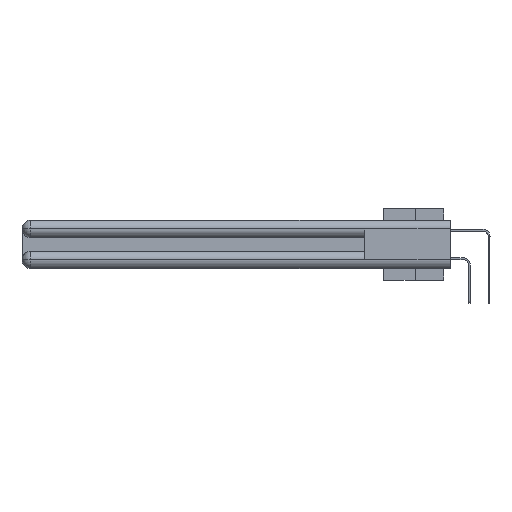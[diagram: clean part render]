
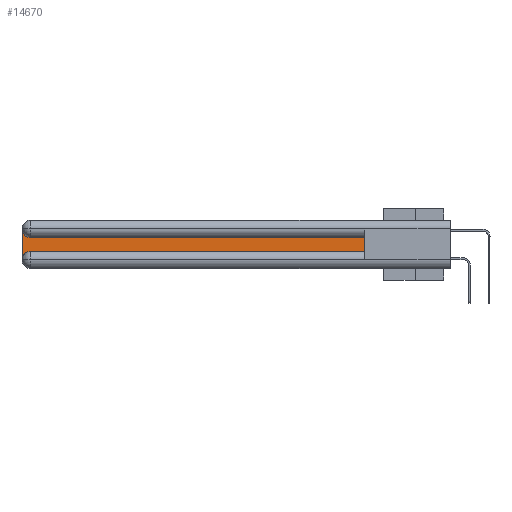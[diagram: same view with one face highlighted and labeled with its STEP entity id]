
A CAD part, left-side view. The second image highlights one B-rep face of the part: STEP entity #14670.
In plain terms, the highlighted planar face has unit normal (-1, 0, 0).
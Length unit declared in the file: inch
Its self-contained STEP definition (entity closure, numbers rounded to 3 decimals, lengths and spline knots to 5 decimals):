
#327 = EDGE_CURVE ( 'NONE', #5693, #14169, #2392, .T. ) ;
#401 = CIRCLE ( 'NONE', #34349, 0.06 ) ;
#1532 = VERTEX_POINT ( 'NONE', #10494 ) ;
#1561 = CARTESIAN_POINT ( 'NONE',  ( 0.075, 2.94, -0.2175 ) ) ;
#2392 = LINE ( 'NONE', #33358, #28711 ) ;
#2591 = AXIS2_PLACEMENT_3D ( 'NONE', #35351, #24370, #26807 ) ;
#3091 = AXIS2_PLACEMENT_3D ( 'NONE', #35014, #3885, #6867 ) ;
#3446 = ORIENTED_EDGE ( 'NONE', *, *, #11004, .T. ) ;
#3848 = DIRECTION ( 'NONE',  ( 1., 0., 0. ) ) ;
#3885 = DIRECTION ( 'NONE',  ( 1., 0., 0. ) ) ;
#4806 = DIRECTION ( 'NONE',  ( 0., 0., 1. ) ) ;
#5693 = VERTEX_POINT ( 'NONE', #6396 ) ;
#5980 = VECTOR ( 'NONE', #4806, 39.37008 ) ;
#6396 = CARTESIAN_POINT ( 'NONE',  ( 0.075, 3., -0.0625 ) ) ;
#6867 = DIRECTION ( 'NONE',  ( 0., 0., -1. ) ) ;
#10195 = PLANE ( 'NONE',  #2591 ) ;
#10494 = CARTESIAN_POINT ( 'NONE',  ( 0.075, 0.6, -0.2175 ) ) ;
#11004 = EDGE_CURVE ( 'NONE', #1532, #33499, #30342, .T. ) ;
#11699 = FACE_OUTER_BOUND ( 'NONE', #24882, .T. ) ;
#12622 = DIRECTION ( 'NONE',  ( 0., 0., -1. ) ) ;
#14169 = VERTEX_POINT ( 'NONE', #34833 ) ;
#14670 = ADVANCED_FACE ( 'NONE', ( #11699 ), #10195, .F. ) ;
#15434 = CARTESIAN_POINT ( 'NONE',  ( 0.075, 2.94, -0.0625 ) ) ;
#16709 = CARTESIAN_POINT ( 'NONE',  ( 0.075, 0.6, -0.2175 ) ) ;
#20421 = ORIENTED_EDGE ( 'NONE', *, *, #29833, .T. ) ;
#21646 = DIRECTION ( 'NONE',  ( 0., 0., -1. ) ) ;
#21650 = CARTESIAN_POINT ( 'NONE',  ( 0.075, 0.6, -0.1225 ) ) ;
#23416 = CARTESIAN_POINT ( 'NONE',  ( 0.075, 0.6, -0.1225 ) ) ;
#24045 = CARTESIAN_POINT ( 'NONE',  ( 0.075, 2.94, -0.1225 ) ) ;
#24101 = EDGE_CURVE ( 'NONE', #33499, #24525, #24804, .T. ) ;
#24370 = DIRECTION ( 'NONE',  ( 1., 0., 0. ) ) ;
#24525 = VERTEX_POINT ( 'NONE', #24045 ) ;
#24796 = VECTOR ( 'NONE', #36170, 39.37008 ) ;
#24804 = LINE ( 'NONE', #21650, #24796 ) ;
#24882 = EDGE_LOOP ( 'NONE', ( #30159, #27675, #36675, #20421, #34357, #3446 ) ) ;
#24938 = EDGE_CURVE ( 'NONE', #24525, #5693, #401, .T. ) ;
#25185 = VECTOR ( 'NONE', #28075, 39.37008 ) ;
#26807 = DIRECTION ( 'NONE',  ( 0., 0., -1. ) ) ;
#27526 = CIRCLE ( 'NONE', #3091, 0.06 ) ;
#27675 = ORIENTED_EDGE ( 'NONE', *, *, #24938, .T. ) ;
#28075 = DIRECTION ( 'NONE',  ( 0., -1., 0. ) ) ;
#28711 = VECTOR ( 'NONE', #21646, 39.37008 ) ;
#28826 = EDGE_CURVE ( 'NONE', #30456, #1532, #34022, .T. ) ;
#29833 = EDGE_CURVE ( 'NONE', #14169, #30456, #27526, .T. ) ;
#30159 = ORIENTED_EDGE ( 'NONE', *, *, #24101, .T. ) ;
#30342 = LINE ( 'NONE', #35755, #5980 ) ;
#30456 = VERTEX_POINT ( 'NONE', #1561 ) ;
#33358 = CARTESIAN_POINT ( 'NONE',  ( 0.075, 3., -0.2175 ) ) ;
#33499 = VERTEX_POINT ( 'NONE', #23416 ) ;
#34022 = LINE ( 'NONE', #16709, #25185 ) ;
#34349 = AXIS2_PLACEMENT_3D ( 'NONE', #15434, #3848, #12622 ) ;
#34357 = ORIENTED_EDGE ( 'NONE', *, *, #28826, .T. ) ;
#34833 = CARTESIAN_POINT ( 'NONE',  ( 0.075, 3., -0.2775 ) ) ;
#35014 = CARTESIAN_POINT ( 'NONE',  ( 0.075, 2.94, -0.2775 ) ) ;
#35351 = CARTESIAN_POINT ( 'NONE',  ( 0.075, 3., -0.1225 ) ) ;
#35755 = CARTESIAN_POINT ( 'NONE',  ( 0.075, 0.6, -0.2175 ) ) ;
#36170 = DIRECTION ( 'NONE',  ( 0., 1., 0. ) ) ;
#36675 = ORIENTED_EDGE ( 'NONE', *, *, #327, .T. ) ;
